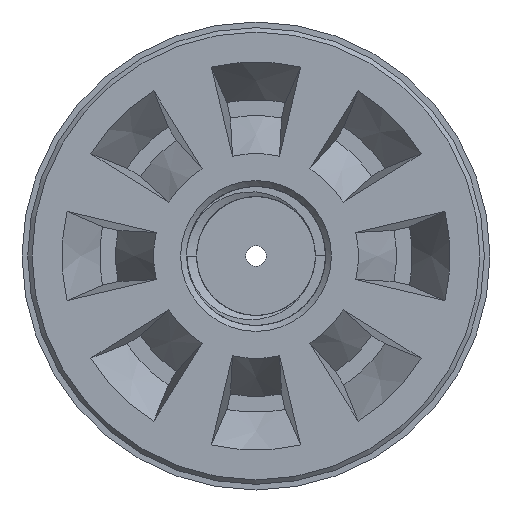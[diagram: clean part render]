
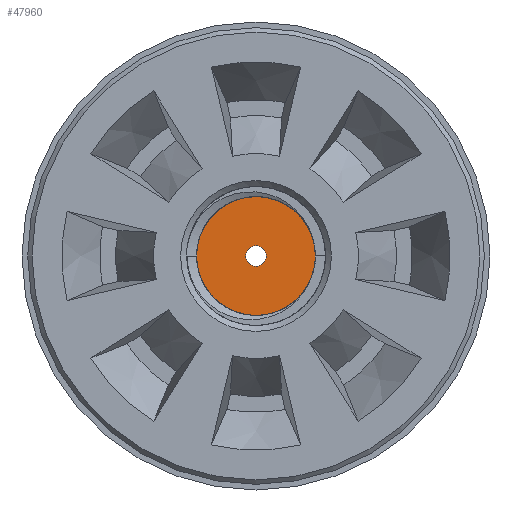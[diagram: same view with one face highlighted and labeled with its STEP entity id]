
A CAD part, front view. The second image highlights one B-rep face of the part: STEP entity #47960.
In plain terms, the highlighted planar face has unit normal (0, -1, 0).
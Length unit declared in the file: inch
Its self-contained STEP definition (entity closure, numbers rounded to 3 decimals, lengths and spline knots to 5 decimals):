
#47929=CARTESIAN_POINT('',(-0.0625,0.,0.0));
#47930=VERTEX_POINT('',#47929);
#47931=CARTESIAN_POINT('',(0.,0.,0.0));
#47932=DIRECTION('',(0.0,1.0,0.0));
#47933=DIRECTION('',(-1.0,0.0,0.0));
#47934=AXIS2_PLACEMENT_3D('',#47931,#47932,#47933);
#47935=CIRCLE('',#47934,0.0625);
#47936=EDGE_CURVE('',#47930,#47930,#47935,.T.);
#47941=CARTESIAN_POINT('',(-0.59,0.,0.0));
#47942=DIRECTION('',(0.0,-1.0,0.0));
#47943=DIRECTION('',(0.0,0.0,-1.0));
#47944=AXIS2_PLACEMENT_3D('',#47941,#47942,#47943);
#47945=PLANE('',#47944);
#47946=CARTESIAN_POINT('',(-1.18,0.,0.0));
#47947=VERTEX_POINT('',#47946);
#47948=CARTESIAN_POINT('',(0.,0.,0.0));
#47949=DIRECTION('',(0.0,1.0,0.0));
#47950=DIRECTION('',(-1.0,0.0,0.0));
#47951=AXIS2_PLACEMENT_3D('',#47948,#47949,#47950);
#47952=CIRCLE('',#47951,1.18);
#47953=EDGE_CURVE('',#47947,#47947,#47952,.T.);
#47954=ORIENTED_EDGE('',*,*,#47953,.F.);
#47955=EDGE_LOOP('',(#47954));
#47956=FACE_OUTER_BOUND('',#47955,.T.);
#47957=ORIENTED_EDGE('',*,*,#47936,.T.);
#47958=EDGE_LOOP('',(#47957));
#47959=FACE_BOUND('',#47958,.T.);
#47960=ADVANCED_FACE('',(#47956,#47959),#47945,.T.);
